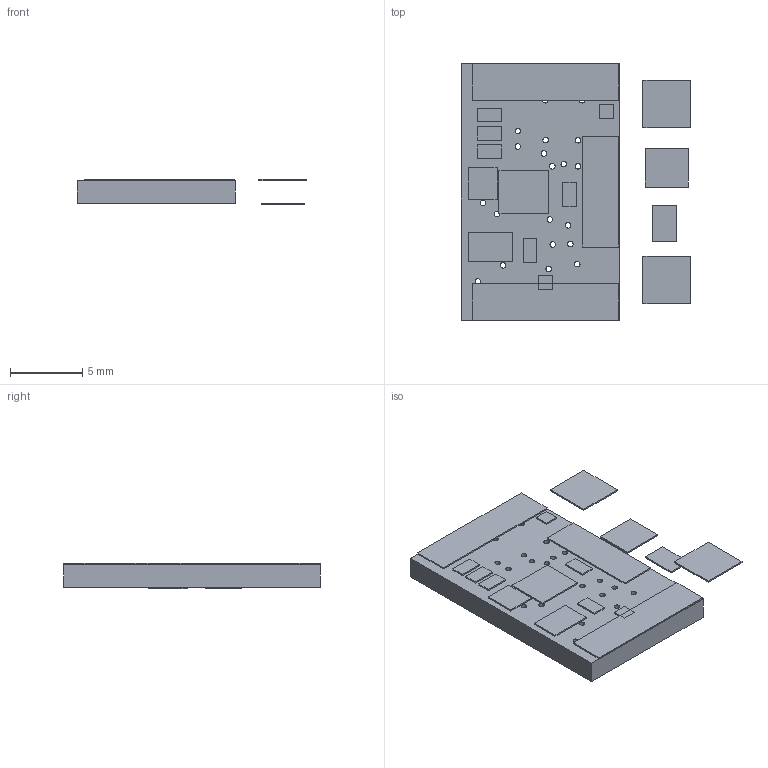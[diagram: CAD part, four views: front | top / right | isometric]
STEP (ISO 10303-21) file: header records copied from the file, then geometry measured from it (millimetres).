
FILE_DESCRIPTION(/* description */ (''),/* implementation_level */ '2;1');
FILE_NAME(/* name */ '2086b20d-9235-40f8-a4b8-48eb52158b8c.stp',/* time_stamp */ '2021-04-06T19:17:05+00:00',/* author */ (''),/* organization */ (''),/* preprocessor_version */ 'ST-DEVELOPER v18.1',/* originating_system */ 'Autodesk Translation Framework v10.6.0.1341',/* authorisation */ '');
FILE_SCHEMA (('AUTOMOTIVE_DESIGN { 1 0 10303 214 3 1 1 }'));
Length unit declared in the file: millimetre
Products named in the file (14): 2086b20d-9235-40f8-a4b8-48eb52158b8c; PCB Component; Board; MPU-9250; JUMPER-PAD-2-NC_BY_PASTEFULL-BOX-SILK; 0.1uF; JUMPER_PAD-3-1&2_NC_BY_PASTE; 10K; SFE_LOGO_FLAME.1_INCH; OSHW-LOGOS; STAND-OFF; FIDUCIAL1X2; 1X03; 1X04
Assembly tree (19 placements, depth 3):
  2086b20d-9235-40f8-a4b8-48eb52158b8c
    PCB Component
      Board
      MPU-9250
      JUMPER-PAD-2-NC_BY_PASTEFULL-BOX-SILK
      0.1uF  x2
      JUMPER_PAD-3-1&2_NC_BY_PASTE
      10K  x3
      SFE_LOGO_FLAME.1_INCH
      OSHW-LOGOS
      STAND-OFF  x2
      FIDUCIAL1X2  x2
      1X03
      1X04  x2
Bounding box: 15.88 x 17.78 x 1.77 mm (x, y, z)
Volume: 300.7 mm3; surface area: 840.5 mm2
Topology: 18 solids, 18 shells, 140 faces, 312 edges, 208 vertices
Faces by surface type: plane 108, cylinder 32
Full cylindrical faces by diameter (mm): 0.381 x21, 1.016 x11
Entity records: 3616 total; most frequent: DIRECTION 578, CARTESIAN_POINT 537, ORIENTED_EDGE 480, EDGE_CURVE 240, AXIS2_PLACEMENT_3D 201, LINE 176, VECTOR 176, EDGE_LOOP 168
